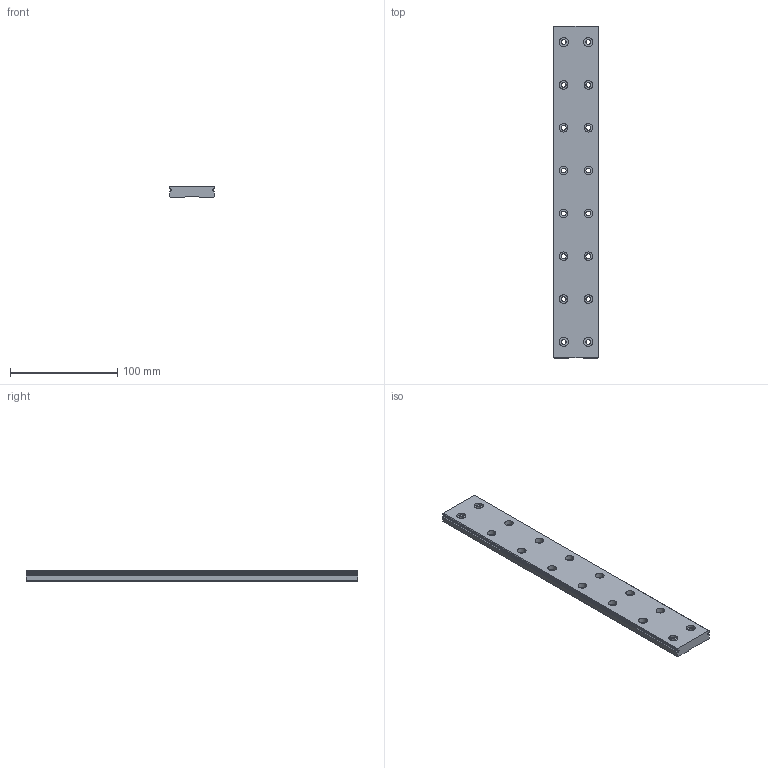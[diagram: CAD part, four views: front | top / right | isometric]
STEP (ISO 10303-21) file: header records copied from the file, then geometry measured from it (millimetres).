
FILE_DESCRIPTION (( 'STEP AP203' ), '1' );
FILE_NAME ('20-019441.step', '2022-04-19T12:33:09', ( '' ), ( '' ), 'SwSTEP 2.0', 'SolidWorks 2021', '' );
FILE_SCHEMA (( 'CONFIG_CONTROL_DESIGN' ));
Length unit declared in the file: millimetre
Products named in the file (1): 20-019441
Bounding box: 42 x 310 x 9.5 mm (x, y, z)
Volume: 114467.9 mm3; surface area: 36523.5 mm2
Topology: 1 solids, 5 shells, 181 faces, 465 edges, 310 vertices
Faces by surface type: plane 103, cylinder 78
Entity records: 5668 total; most frequent: DIRECTION 985, CARTESIAN_POINT 957, ORIENTED_EDGE 930, EDGE_CURVE 465, AXIS2_PLACEMENT_3D 338, VERTEX_POINT 310, LINE 309, VECTOR 309
